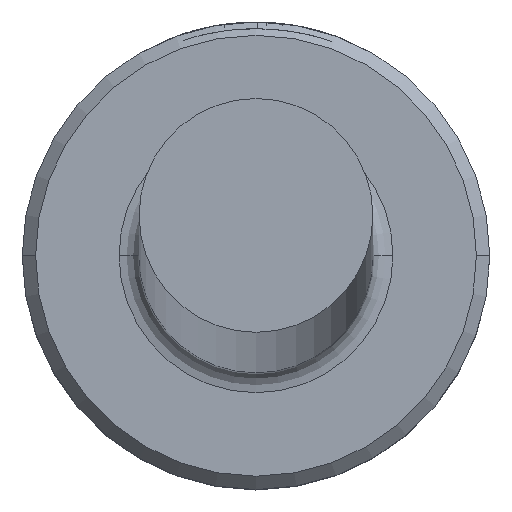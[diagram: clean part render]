
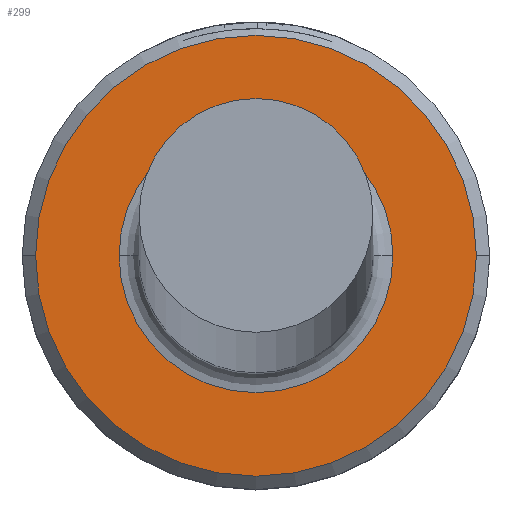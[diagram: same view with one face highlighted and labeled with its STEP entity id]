
A CAD part, top view. The second image highlights one B-rep face of the part: STEP entity #299.
In plain terms, the highlighted planar face has unit normal (0, 0, 1).
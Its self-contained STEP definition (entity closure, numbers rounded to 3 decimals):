
#17 = DIRECTION ( 'NONE',  ( 0., 0., -1. ) ) ;
#34 = EDGE_CURVE ( 'NONE', #744, #599, #496, .T. ) ;
#42 = EDGE_LOOP ( 'NONE', ( #576, #336 ) ) ;
#44 = ORIENTED_EDGE ( 'NONE', *, *, #34, .T. ) ;
#61 = EDGE_CURVE ( 'NONE', #708, #1002, #1129, .T. ) ;
#90 = DIRECTION ( 'NONE',  ( 1., 0., 0. ) ) ;
#152 = CARTESIAN_POINT ( 'NONE',  ( -2.05, 0., 4. ) ) ;
#169 = AXIS2_PLACEMENT_3D ( 'NONE', #753, #224, #848 ) ;
#178 = EDGE_LOOP ( 'NONE', ( #620, #44 ) ) ;
#224 = DIRECTION ( 'NONE',  ( 0., 0., 1. ) ) ;
#228 = AXIS2_PLACEMENT_3D ( 'NONE', #500, #1107, #588 ) ;
#239 = FACE_BOUND ( 'NONE', #178, .T. ) ;
#299 = ADVANCED_FACE ( 'NONE', ( #512, #239 ), #1150, .T. ) ;
#326 = AXIS2_PLACEMENT_3D ( 'NONE', #464, #812, #90 ) ;
#336 = ORIENTED_EDGE ( 'NONE', *, *, #61, .T. ) ;
#390 = EDGE_CURVE ( 'NONE', #1002, #708, #631, .T. ) ;
#414 = EDGE_CURVE ( 'NONE', #599, #744, #1091, .T. ) ;
#464 = CARTESIAN_POINT ( 'NONE',  ( 0., 0., 4. ) ) ;
#489 = CARTESIAN_POINT ( 'NONE',  ( 0., 0., 4. ) ) ;
#496 = CIRCLE ( 'NONE', #228, 2.05 ) ;
#500 = CARTESIAN_POINT ( 'NONE',  ( 0., 0., 4. ) ) ;
#512 = FACE_OUTER_BOUND ( 'NONE', #42, .T. ) ;
#517 = AXIS2_PLACEMENT_3D ( 'NONE', #489, #1093, #572 ) ;
#572 = DIRECTION ( 'NONE',  ( 1., 0., 0. ) ) ;
#576 = ORIENTED_EDGE ( 'NONE', *, *, #390, .T. ) ;
#578 = CARTESIAN_POINT ( 'NONE',  ( 0., 0., 4. ) ) ;
#588 = DIRECTION ( 'NONE',  ( -1., 0., 0. ) ) ;
#599 = VERTEX_POINT ( 'NONE', #152 ) ;
#620 = ORIENTED_EDGE ( 'NONE', *, *, #414, .T. ) ;
#631 = CIRCLE ( 'NONE', #517, 3.3 ) ;
#662 = DIRECTION ( 'NONE',  ( -1., 0., 0. ) ) ;
#691 = AXIS2_PLACEMENT_3D ( 'NONE', #578, #17, #662 ) ;
#708 = VERTEX_POINT ( 'NONE', #884 ) ;
#744 = VERTEX_POINT ( 'NONE', #885 ) ;
#753 = CARTESIAN_POINT ( 'NONE',  ( 0., 0., 4. ) ) ;
#812 = DIRECTION ( 'NONE',  ( 0., 0., 1. ) ) ;
#848 = DIRECTION ( 'NONE',  ( 1., 0., 0. ) ) ;
#884 = CARTESIAN_POINT ( 'NONE',  ( 3.3, 0., 4. ) ) ;
#885 = CARTESIAN_POINT ( 'NONE',  ( 2.05, 0., 4. ) ) ;
#984 = CARTESIAN_POINT ( 'NONE',  ( -3.3, 0., 4. ) ) ;
#1002 = VERTEX_POINT ( 'NONE', #984 ) ;
#1091 = CIRCLE ( 'NONE', #691, 2.05 ) ;
#1093 = DIRECTION ( 'NONE',  ( 0., 0., 1. ) ) ;
#1107 = DIRECTION ( 'NONE',  ( 0., 0., -1. ) ) ;
#1129 = CIRCLE ( 'NONE', #169, 3.3 ) ;
#1150 = PLANE ( 'NONE',  #326 ) ;
